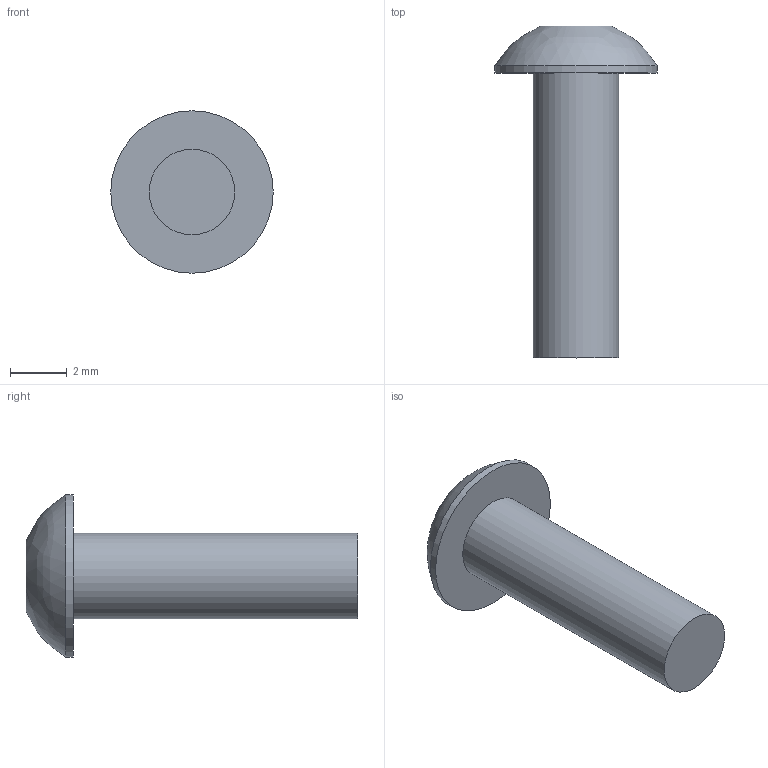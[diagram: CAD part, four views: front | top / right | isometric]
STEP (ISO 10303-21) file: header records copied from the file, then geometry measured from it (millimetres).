
FILE_DESCRIPTION (( 'STEP AP214' ), '1' );
FILE_NAME ('1202-Z1P-A.STEP', '2013-05-15T14:56:32', ( '3DAssist' ), ( '' ), 'SwSTEP 2.0', 'SolidWorks 2013', '' );
FILE_SCHEMA (( 'AUTOMOTIVE_DESIGN' ));
Length unit declared in the file: millimetre
Products named in the file (1): 1202-Z1P-A
Bounding box: 5.7 x 11.65 x 5.7 mm (x, y, z)
Volume: 96 mm3; surface area: 165.8 mm2
Topology: 1 solids, 1 shells, 13 faces, 25 edges, 17 vertices
Faces by surface type: plane 10, cylinder 2, bspline 1
Full cylindrical faces by diameter (mm): 3 x1, 5.7 x1
Entity records: 401 total; most frequent: CARTESIAN_POINT 106, DIRECTION 52, ORIENTED_EDGE 46, EDGE_CURVE 23, EDGE_LOOP 18, VECTOR 18, LINE 18, AXIS2_PLACEMENT_3D 17
